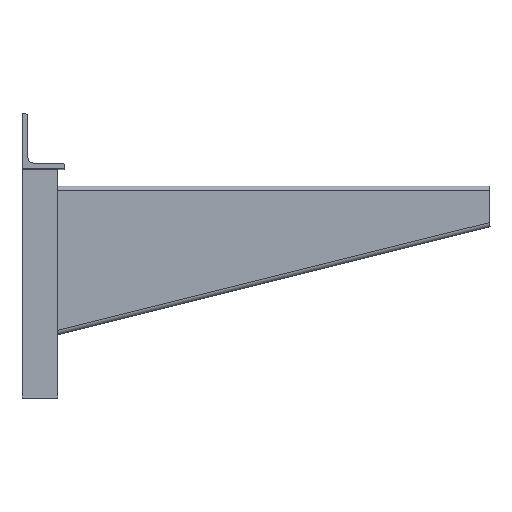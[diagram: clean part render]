
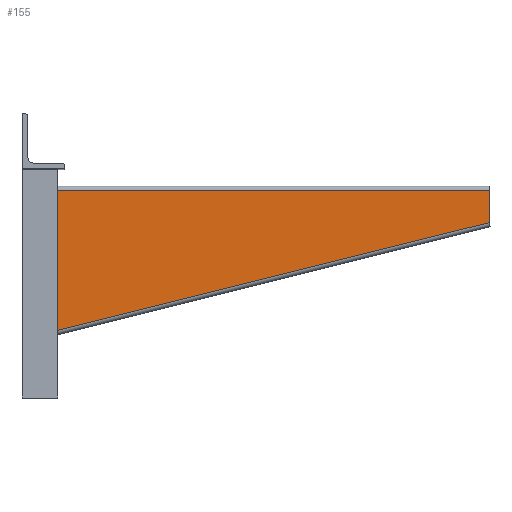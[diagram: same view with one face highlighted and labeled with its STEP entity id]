
A CAD part, top view. The second image highlights one B-rep face of the part: STEP entity #155.
In plain terms, the highlighted planar face has unit normal (0, 0, 1).
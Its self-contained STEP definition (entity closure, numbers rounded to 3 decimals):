
#136 = EDGE_CURVE ( 'NONE', #2556, #1549, #574, .T. ) ;
#155 = ADVANCED_FACE ( 'NONE', ( #593 ), #3069, .F. ) ;
#156 = VERTEX_POINT ( 'NONE', #659 ) ;
#375 = CARTESIAN_POINT ( 'NONE',  ( 0., -149.99, 0. ) ) ;
#533 = ORIENTED_EDGE ( 'NONE', *, *, #136, .T. ) ;
#574 = LINE ( 'NONE', #375, #3010 ) ;
#593 = FACE_OUTER_BOUND ( 'NONE', #2545, .T. ) ;
#641 = DIRECTION ( 'NONE',  ( -1., 0., 0. ) ) ;
#659 = CARTESIAN_POINT ( 'NONE',  ( 510., 16.45, 0. ) ) ;
#752 = CARTESIAN_POINT ( 'NONE',  ( 0., -148.629, 0. ) ) ;
#776 = DIRECTION ( 'NONE',  ( 0., 1., 0. ) ) ;
#837 = CARTESIAN_POINT ( 'NONE',  ( 34.9, -139.924, 0. ) ) ;
#876 = ORIENTED_EDGE ( 'NONE', *, *, #2284, .T. ) ;
#922 = CARTESIAN_POINT ( 'NONE',  ( 0., 0., 0. ) ) ;
#1247 = AXIS2_PLACEMENT_3D ( 'NONE', #922, #2590, #641 ) ;
#1326 = LINE ( 'NONE', #837, #2117 ) ;
#1346 = ORIENTED_EDGE ( 'NONE', *, *, #2765, .T. ) ;
#1549 = VERTEX_POINT ( 'NONE', #752 ) ;
#1711 = VECTOR ( 'NONE', #776, 1000. ) ;
#1765 = LINE ( 'NONE', #1942, #1711 ) ;
#1811 = DIRECTION ( 'NONE',  ( 0.97, 0.242, 0. ) ) ;
#1898 = CARTESIAN_POINT ( 'NONE',  ( 0., 16.45, 0. ) ) ;
#1942 = CARTESIAN_POINT ( 'NONE',  ( 510., 49.01, 0. ) ) ;
#2117 = VECTOR ( 'NONE', #1811, 1000. ) ;
#2284 = EDGE_CURVE ( 'NONE', #2782, #156, #1765, .T. ) ;
#2315 = CARTESIAN_POINT ( 'NONE',  ( 0., 16.45, 0. ) ) ;
#2342 = CARTESIAN_POINT ( 'NONE',  ( 510., -21.424, 0. ) ) ;
#2487 = LINE ( 'NONE', #2315, #2982 ) ;
#2545 = EDGE_LOOP ( 'NONE', ( #533, #1346, #876, #2995 ) ) ;
#2556 = VERTEX_POINT ( 'NONE', #1898 ) ;
#2590 = DIRECTION ( 'NONE',  ( 0., 0., -1. ) ) ;
#2733 = EDGE_CURVE ( 'NONE', #2556, #156, #2487, .T. ) ;
#2765 = EDGE_CURVE ( 'NONE', #1549, #2782, #1326, .T. ) ;
#2776 = DIRECTION ( 'NONE',  ( 0., -1., 0. ) ) ;
#2782 = VERTEX_POINT ( 'NONE', #2342 ) ;
#2982 = VECTOR ( 'NONE', #3049, 1000. ) ;
#2995 = ORIENTED_EDGE ( 'NONE', *, *, #2733, .F. ) ;
#3010 = VECTOR ( 'NONE', #2776, 1000. ) ;
#3049 = DIRECTION ( 'NONE',  ( 1., 0., 0. ) ) ;
#3069 = PLANE ( 'NONE',  #1247 ) ;
